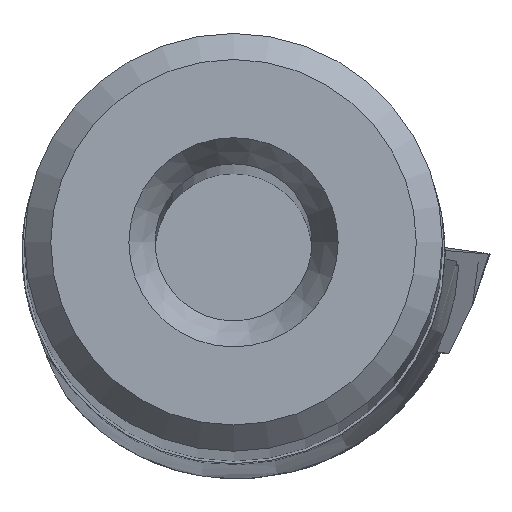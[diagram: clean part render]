
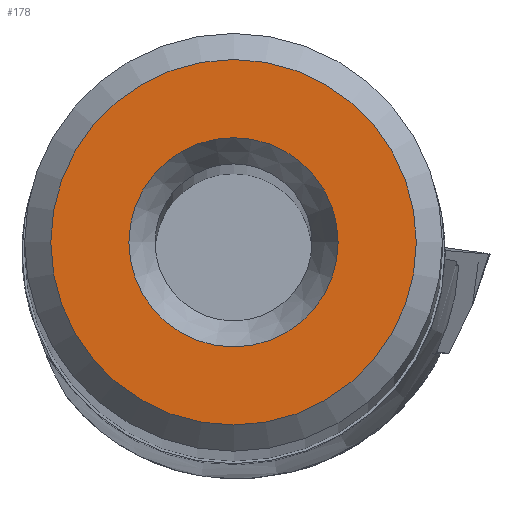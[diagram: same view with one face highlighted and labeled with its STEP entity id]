
A CAD part, top view. The second image highlights one B-rep face of the part: STEP entity #178.
In plain terms, the highlighted planar face has unit normal (0, 0, 1).
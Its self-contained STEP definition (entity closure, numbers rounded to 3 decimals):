
#178=ADVANCED_FACE('',(#358,#359),#210,.T.);
#210=PLANE('',#914);
#358=FACE_BOUND('',#400,.T.);
#359=FACE_BOUND('',#401,.T.);
#400=EDGE_LOOP('',(#513));
#401=EDGE_LOOP('',(#514));
#513=ORIENTED_EDGE('',*,*,#743,.T.);
#514=ORIENTED_EDGE('',*,*,#744,.F.);
#664=VERTEX_POINT('',#1410);
#665=VERTEX_POINT('',#1412);
#743=EDGE_CURVE('',#664,#664,#799,.T.);
#744=EDGE_CURVE('',#665,#665,#800,.T.);
#799=CIRCLE('',#912,2.);
#800=CIRCLE('',#913,3.494);
#912=AXIS2_PLACEMENT_3D('',#1409,#1062,#1063);
#913=AXIS2_PLACEMENT_3D('',#1411,#1064,#1065);
#914=AXIS2_PLACEMENT_3D('',#1413,#1066,#1067);
#1062=DIRECTION('',(0.,0.,-1.));
#1063=DIRECTION('',(-1.,0.,0.));
#1064=DIRECTION('',(0.,0.,-1.));
#1065=DIRECTION('',(-1.,0.,0.));
#1066=DIRECTION('',(0.,0.,1.));
#1067=DIRECTION('',(-1.,0.,0.));
#1409=CARTESIAN_POINT('',(0.,0.,0.));
#1410=CARTESIAN_POINT('',(-2.,0.,0.));
#1411=CARTESIAN_POINT('',(0.,0.,0.));
#1412=CARTESIAN_POINT('',(-3.494,0.,0.));
#1413=CARTESIAN_POINT('',(0.,0.,0.));
